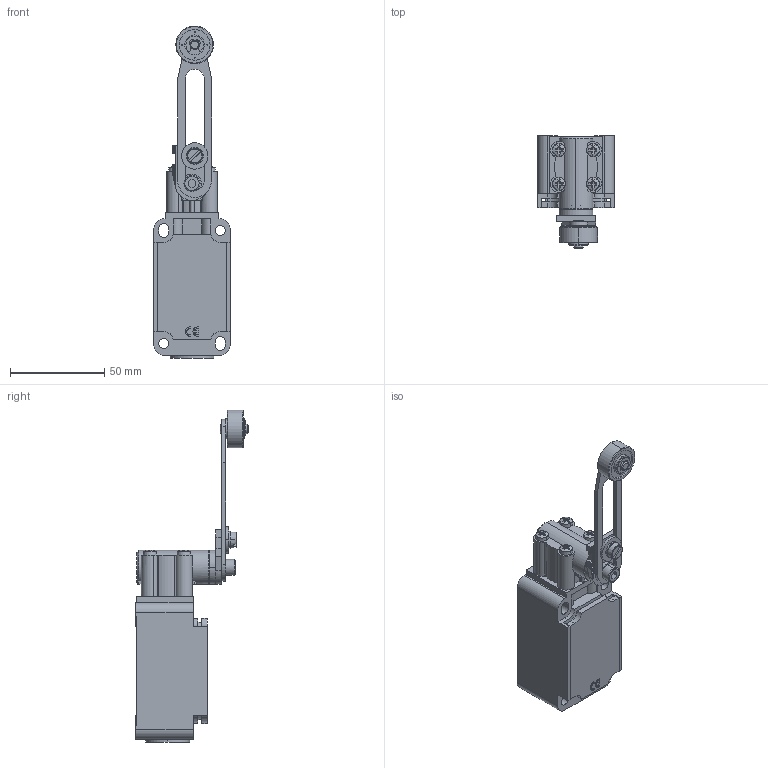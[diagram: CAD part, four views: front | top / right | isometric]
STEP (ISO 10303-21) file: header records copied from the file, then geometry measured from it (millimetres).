
FILE_DESCRIPTION (( 'STEP AP214' ), '1' );
FILE_NAME ('Z4V7H-336-11Z.STEP', '2021-01-18T18:53:00', ( '' ), ( '' ), 'SwSTEP 2.0', 'SolidWorks 2019', '' );
FILE_SCHEMA (( 'AUTOMOTIVE_DESIGN' ));
Length unit declared in the file: inch
Products named in the file (1): Z4V7H-336-11Z
Bounding box: 40.5 x 59.71 x 176.29 mm (x, y, z)
Volume: 125614.6 mm3; surface area: 27484.8 mm2
Topology: 1 solids, 1 shells, 613 faces, 1534 edges, 951 vertices
Faces by surface type: plane 432, cylinder 145, cone 18, bspline 18
Entity records: 18679 total; most frequent: CARTESIAN_POINT 3975, ORIENTED_EDGE 3068, DIRECTION 3015, EDGE_CURVE 1534, VECTOR 1065, LINE 1065, AXIS2_PLACEMENT_3D 975, VERTEX_POINT 951
